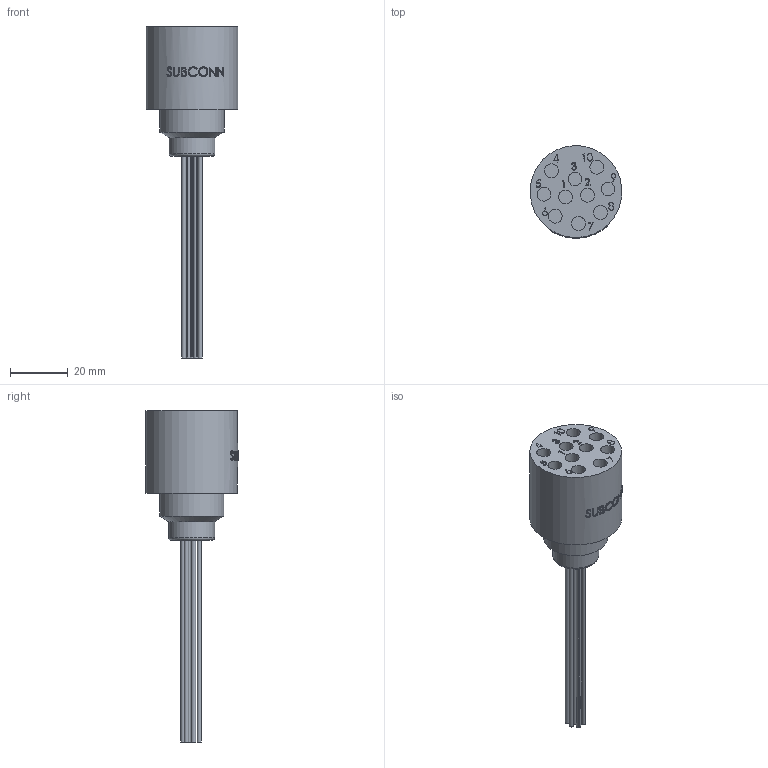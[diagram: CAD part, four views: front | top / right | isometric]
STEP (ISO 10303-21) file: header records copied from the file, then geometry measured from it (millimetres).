
FILE_DESCRIPTION(/* description */ ('STEP AP214'),/* implementation_level */ '2;1');
FILE_NAME(/* name */ 'OM10F.stp',/* time_stamp */ '2020-09-17T12:36:47+02:00',/* author */ ('sh'),/* organization */ (''),/* preprocessor_version */ 'ST-DEVELOPER v17.2',/* originating_system */ 'Autodesk Inventor 2019',/* authorisation */ '');
FILE_SCHEMA (('AUTOMOTIVE_DESIGN { 1 0 10303 214 3 1 1 }'));
Length unit declared in the file: inch
Products named in the file (1): 01004100
Bounding box: 31.65 x 31.9 x 114.82 mm (x, y, z)
Volume: 27159.4 mm3; surface area: 12475 mm2
Topology: 2 solids, 2 shells, 271 faces, 708 edges, 486 vertices
Faces by surface type: plane 123, bspline 107, cylinder 38, torus 2, cone 1
Full cylindrical faces by diameter (mm): 1.524 x6, 4.826 x10, 12.827 x1, 15.875 x1, 22.225 x1, 31.75 x1
Entity records: 24741 total; most frequent: CARTESIAN_POINT 18446, ORIENTED_EDGE 1416, DIRECTION 978, EDGE_CURVE 708, VERTEX_POINT 486, LINE 356, VECTOR 356, EDGE_LOOP 316
